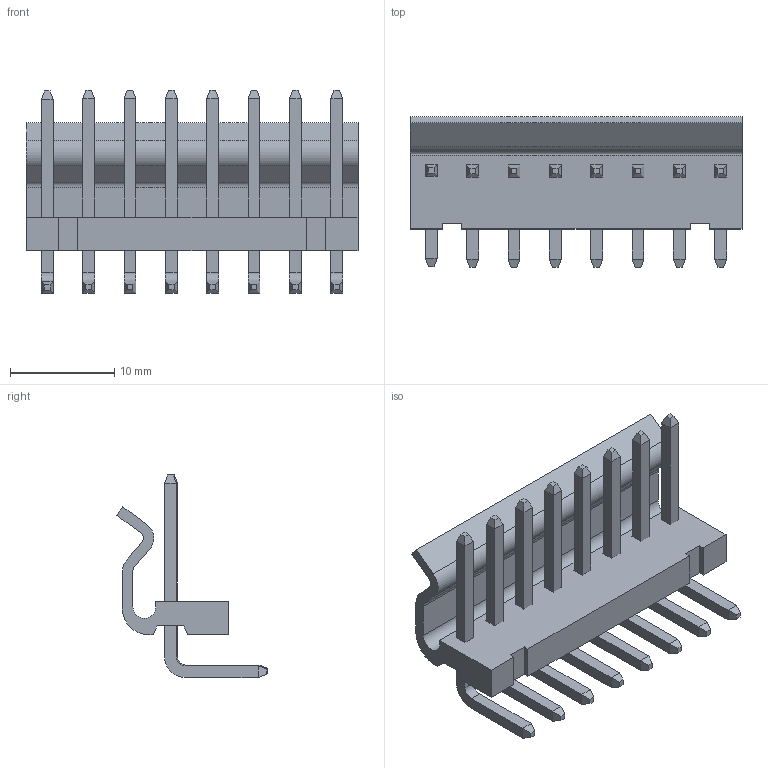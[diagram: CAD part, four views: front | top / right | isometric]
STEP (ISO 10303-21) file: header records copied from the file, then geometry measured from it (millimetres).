
FILE_DESCRIPTION( ( 'Unknown' ), '1' );
FILE_NAME( '645008117322.stp', 'Unknown', ( 'Unknown' ), ( 'Unknown' ), 'PSStep 18.0.17', 'Unknown', ' ' );
FILE_SCHEMA( ( 'AUTOMOTIVE_DESIGN { 1 0 10303 214 1 1 1 1 }' ) );
Length unit declared in the file: millimetre
Products named in the file (3): Assem1; 645008114822; 6450xx117322_PIN
Assembly tree (9 placements, depth 2):
  Assem1
    645008114822
    6450xx117322_PIN  x8
Bounding box: 31.79 x 14.43 x 19.45 mm (x, y, z)
Volume: 1359.7 mm3; surface area: 2840.1 mm2
Topology: 9 solids, 9 shells, 247 faces, 599 edges, 378 vertices
Faces by surface type: plane 225, cylinder 22
Entity records: 4775 total; most frequent: CARTESIAN_POINT 660, ORIENTED_EDGE 638, DIRECTION 597, EDGE_CURVE 319, LINE 303, VECTOR 303, VERTEX_POINT 210, AXIS2_PLACEMENT_3D 147
